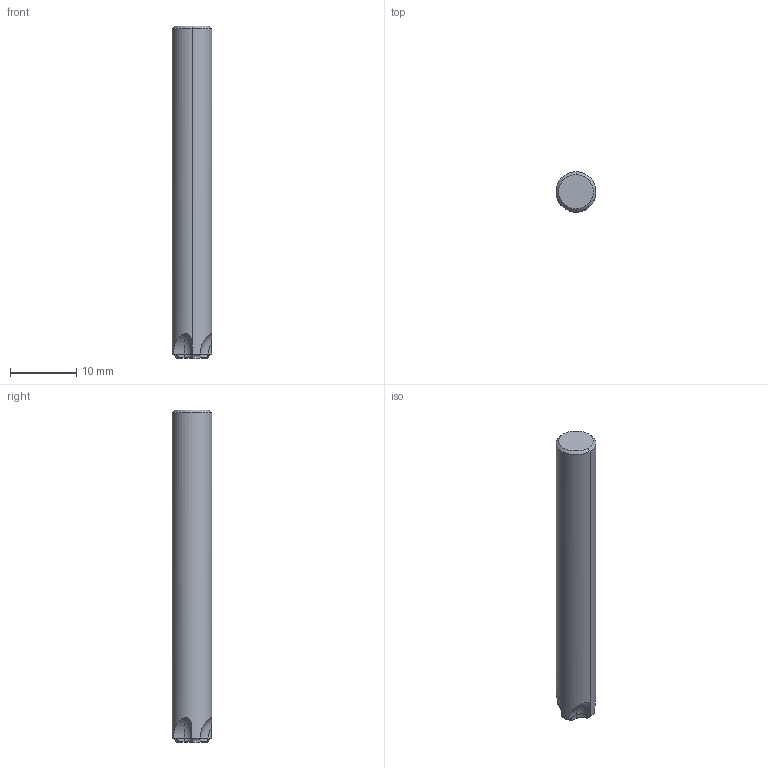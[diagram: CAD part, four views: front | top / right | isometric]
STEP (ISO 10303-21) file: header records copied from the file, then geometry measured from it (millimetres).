
FILE_DESCRIPTION(('no description'),'unknown implementation level');
FILE_NAME('BCU1-M11-0023-4_8_0_6-Detail.stp',' ',('CIMSOURCE GmbH'),('CADClick - KiM GmbH - www.kimweb.de'),'unknown preprocess','ACIS','unknown authorization');
FILE_SCHEMA(('automotive_design'));
Length unit declared in the file: millimetre
Products named in the file (2): NOCUT; CUT
Bounding box: 6 x 6 x 50 mm (x, y, z)
Volume: 1377.9 mm3; surface area: 1032.7 mm2
Topology: 2 solids, 2 shells, 73 faces, 202 edges, 128 vertices
Faces by surface type: bspline 20, plane 19, cylinder 14, torus 12, cone 8
Entity records: 5447 total; most frequent: CARTESIAN_POINT 1573, STYLED_ITEM 393, PRESENTATION_STYLE_ASSIGNMENT 393, COLOUR_RGB 393, ORIENTED_EDGE 388, DIRECTION 284, EDGE_CURVE 194, CURVE_STYLE 194
